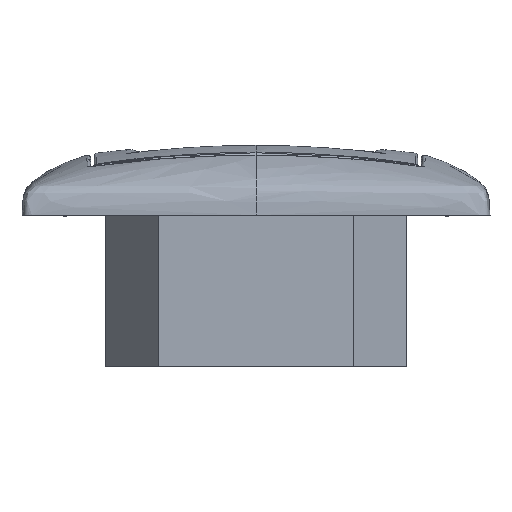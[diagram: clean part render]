
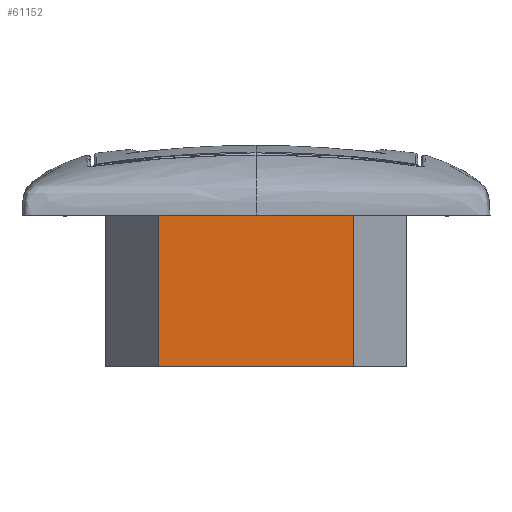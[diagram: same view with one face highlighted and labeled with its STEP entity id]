
A CAD part, front view. The second image highlights one B-rep face of the part: STEP entity #61152.
In plain terms, the highlighted planar face has unit normal (0, -1, 0).
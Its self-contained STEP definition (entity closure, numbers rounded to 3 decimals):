
#1082 = EDGE_CURVE ( 'NONE', #47524, #78425, #39492, .T. ) ;
#1230 = B_SPLINE_CURVE_WITH_KNOTS ( 'NONE', 3,
 ( #81190, #37813, #18445, #32411 ),
 .UNSPECIFIED., .F., .F.,
 ( 4, 4 ),
 ( 0., 1. ),
 .UNSPECIFIED. ) ;
#4432 = CARTESIAN_POINT ( 'NONE',  ( -17.086, -25.775, -24.66 ) ) ;
#5969 = ORIENTED_EDGE ( 'NONE', *, *, #75412, .T. ) ;
#6904 = CARTESIAN_POINT ( 'NONE',  ( 5.695, -25.775, 1.9 ) ) ;
#7078 = CARTESIAN_POINT ( 'NONE',  ( -17.086, -25.775, -24.66 ) ) ;
#13851 = CARTESIAN_POINT ( 'NONE',  ( 17.086, -25.775, -24.66 ) ) ;
#15293 = B_SPLINE_CURVE_WITH_KNOTS ( 'NONE', 3,
 ( #27272, #59043, #32228, #7078 ),
 .UNSPECIFIED., .F., .F.,
 ( 4, 4 ),
 ( 0., 1. ),
 .UNSPECIFIED. ) ;
#18445 = CARTESIAN_POINT ( 'NONE',  ( 17.086, -25.775, -6.953 ) ) ;
#20686 = PLANE ( 'NONE',  #71626 ) ;
#23580 = ORIENTED_EDGE ( 'NONE', *, *, #1082, .T. ) ;
#24728 = EDGE_CURVE ( 'NONE', #78425, #76145, #15293, .T. ) ;
#24843 = CARTESIAN_POINT ( 'NONE',  ( -17.086, -25.775, 1.9 ) ) ;
#26685 = CARTESIAN_POINT ( 'NONE',  ( -17.086, -25.775, 1.9 ) ) ;
#26964 = B_SPLINE_CURVE_WITH_KNOTS ( 'NONE', 3,
 ( #72313, #34728, #48325, #59905 ),
 .UNSPECIFIED., .F., .F.,
 ( 4, 4 ),
 ( 0., 1. ),
 .UNSPECIFIED. ) ;
#27272 = CARTESIAN_POINT ( 'NONE',  ( -17.086, -25.775, 1.9 ) ) ;
#27954 = EDGE_LOOP ( 'NONE', ( #68758, #23580, #35752, #5969 ) ) ;
#31654 = CARTESIAN_POINT ( 'NONE',  ( -5.695, -25.775, 1.9 ) ) ;
#32228 = CARTESIAN_POINT ( 'NONE',  ( -17.086, -25.775, -15.807 ) ) ;
#32411 = CARTESIAN_POINT ( 'NONE',  ( 17.086, -25.775, 1.9 ) ) ;
#32632 = CARTESIAN_POINT ( 'NONE',  ( 17.086, -25.775, 3.34 ) ) ;
#34728 = CARTESIAN_POINT ( 'NONE',  ( -5.695, -25.775, -24.66 ) ) ;
#35752 = ORIENTED_EDGE ( 'NONE', *, *, #24728, .T. ) ;
#37813 = CARTESIAN_POINT ( 'NONE',  ( 17.086, -25.775, -15.807 ) ) ;
#39065 = CARTESIAN_POINT ( 'NONE',  ( 17.086, -25.775, 1.9 ) ) ;
#39492 = B_SPLINE_CURVE_WITH_KNOTS ( 'NONE', 3,
 ( #39065, #6904, #31654, #26685 ),
 .UNSPECIFIED., .F., .F.,
 ( 4, 4 ),
 ( 0., 1. ),
 .UNSPECIFIED. ) ;
#43111 = CARTESIAN_POINT ( 'NONE',  ( 17.086, -25.775, 1.9 ) ) ;
#47524 = VERTEX_POINT ( 'NONE', #43111 ) ;
#48325 = CARTESIAN_POINT ( 'NONE',  ( 5.695, -25.775, -24.66 ) ) ;
#58636 = DIRECTION ( 'NONE',  ( 0., 0., -1. ) ) ;
#59043 = CARTESIAN_POINT ( 'NONE',  ( -17.086, -25.775, -6.953 ) ) ;
#59441 = FACE_OUTER_BOUND ( 'NONE', #27954, .T. ) ;
#59905 = CARTESIAN_POINT ( 'NONE',  ( 17.086, -25.775, -24.66 ) ) ;
#61152 = ADVANCED_FACE ( 'NONE', ( #59441 ), #20686, .T. ) ;
#62506 = VERTEX_POINT ( 'NONE', #13851 ) ;
#68758 = ORIENTED_EDGE ( 'NONE', *, *, #76235, .T. ) ;
#71626 = AXIS2_PLACEMENT_3D ( 'NONE', #32632, #77647, #58636 ) ;
#72313 = CARTESIAN_POINT ( 'NONE',  ( -17.086, -25.775, -24.66 ) ) ;
#75412 = EDGE_CURVE ( 'NONE', #76145, #62506, #26964, .T. ) ;
#76145 = VERTEX_POINT ( 'NONE', #4432 ) ;
#76235 = EDGE_CURVE ( 'NONE', #62506, #47524, #1230, .T. ) ;
#77647 = DIRECTION ( 'NONE',  ( 0., -1., 0. ) ) ;
#78425 = VERTEX_POINT ( 'NONE', #24843 ) ;
#81190 = CARTESIAN_POINT ( 'NONE',  ( 17.086, -25.775, -24.66 ) ) ;
